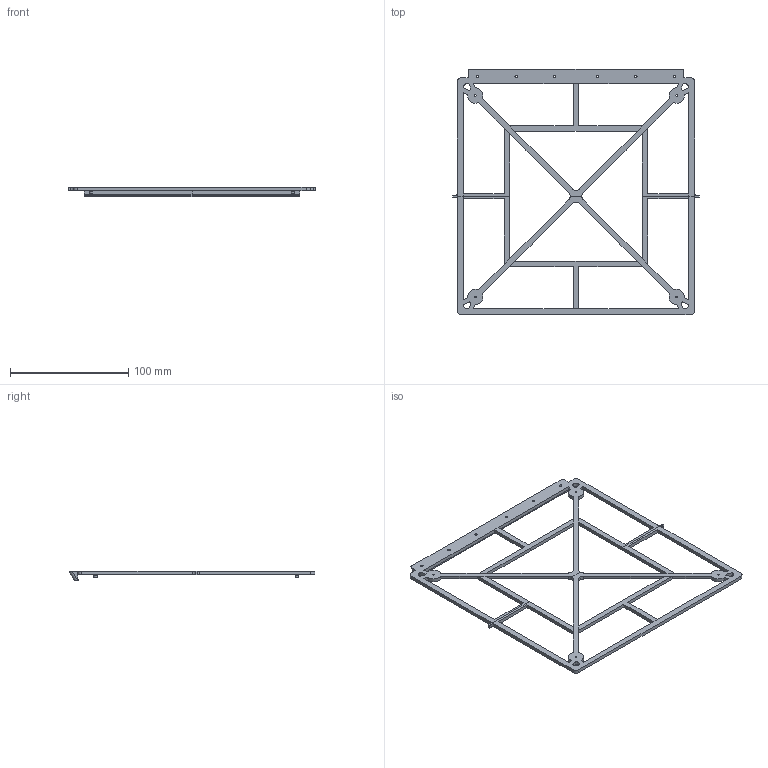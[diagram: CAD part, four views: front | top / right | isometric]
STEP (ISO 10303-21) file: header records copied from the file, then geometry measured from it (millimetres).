
FILE_DESCRIPTION(/* description */ (''),/* implementation_level */ '2;1');
FILE_NAME(/* name */ 'Bed Heater Alignment Jig.step',/* time_stamp */ '2023-11-21T01:20:35Z',/* author */ (''),/* organization */ (''),/* preprocessor_version */ 'ST-DEVELOPER v19.2',/* originating_system */ 'Autodesk Translation Framework v12.6.0.85',/* authorisation */ '');
FILE_SCHEMA (('AUTOMOTIVE_DESIGN { 1 0 10303 214 3 1 1 }'));
Length unit declared in the file: millimetre
Products named in the file (1): (Unsaved)
Bounding box: 207.77 x 207.37 x 8.3 mm (x, y, z)
Volume: 35547.9 mm3; surface area: 34094.1 mm2
Topology: 1 solids, 1 shells, 186 faces, 521 edges, 321 vertices
Faces by surface type: plane 124, cylinder 48, cone 14
Full cylindrical faces by diameter (mm): 1.48 x4, 2 x6, 2.8 x4
Entity records: 6006 total; most frequent: ORIENTED_EDGE 1042, CARTESIAN_POINT 1029, DIRECTION 1011, EDGE_CURVE 521, LINE 405, VECTOR 405, VERTEX_POINT 321, AXIS2_PLACEMENT_3D 303
